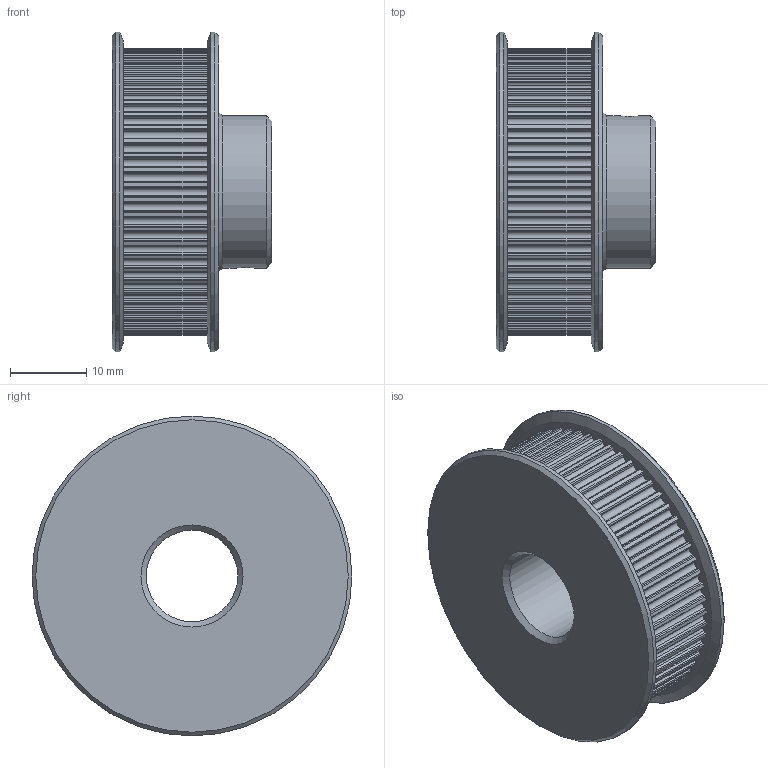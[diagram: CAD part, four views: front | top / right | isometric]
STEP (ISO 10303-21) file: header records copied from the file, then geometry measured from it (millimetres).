
FILE_DESCRIPTION(('FreeCAD Model'),'2;1');
FILE_NAME('Open CASCADE Shape Model','2023-04-25T21:44:33',(''),(''), 'Open CASCADE STEP processor 7.6','FreeCAD','Unknown');
FILE_SCHEMA(('AUTOMOTIVE_DESIGN { 1 0 10303 214 1 1 1 1 }'));
Length unit declared in the file: millimetre
Products named in the file (1): Body
Bounding box: 21 x 42 x 42 mm (x, y, z)
Volume: 15610.7 mm3; surface area: 6416.7 mm2
Topology: 1 solids, 1 shells, 381 faces, 1118 edges, 742 vertices
Faces by surface type: cylinder 246, bspline 122, cone 8, plane 5
Full cylindrical faces by diameter (mm): 2 x2, 12 x1, 20 x1, 42 x2
Entity records: 37488 total; most frequent: CARTESIAN_POINT 19488, ORIENTED_EDGE 2236, PCURVE 2236, DEFINITIONAL_REPRESENTATION 2236, B_SPLINE_CURVE_WITH_KNOTS 2236, DIRECTION 2134, EDGE_CURVE 1118, SURFACE_CURVE 1102
